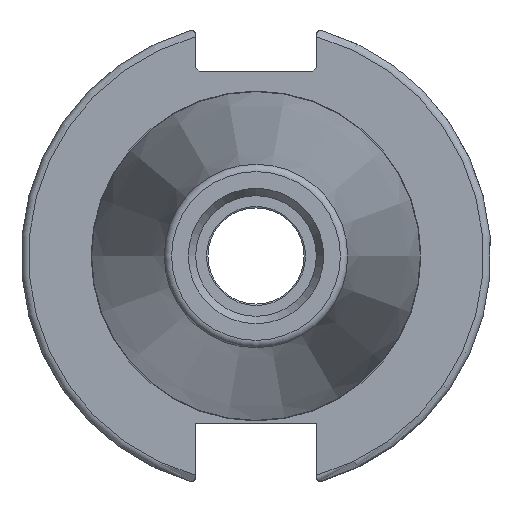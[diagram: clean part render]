
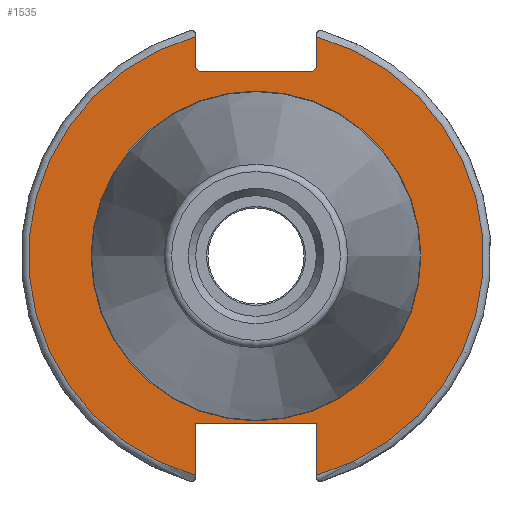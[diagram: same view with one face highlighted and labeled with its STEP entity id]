
A CAD part, left-side view. The second image highlights one B-rep face of the part: STEP entity #1535.
In plain terms, the highlighted planar face has unit normal (-1, 0, 0).
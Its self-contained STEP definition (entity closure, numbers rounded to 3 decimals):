
#100=FACE_BOUND('',#500,.T.);
#109=PLANE('',#1731);
#173=LINE('',#2630,#278);
#174=LINE('',#2632,#279);
#175=LINE('',#2634,#280);
#176=LINE('',#2636,#281);
#177=LINE('',#2638,#282);
#178=LINE('',#2642,#283);
#179=LINE('',#2644,#284);
#180=LINE('',#2645,#285);
#278=VECTOR('',#2009,10.);
#279=VECTOR('',#2010,10.);
#280=VECTOR('',#2011,10.);
#281=VECTOR('',#2012,10.);
#282=VECTOR('',#2013,10.);
#283=VECTOR('',#2016,10.);
#284=VECTOR('',#2017,10.);
#285=VECTOR('',#2018,10.);
#402=FACE_OUTER_BOUND('',#499,.T.);
#499=EDGE_LOOP('',(#1176,#1177,#1178,#1179,#1180,#1181,#1182,#1183,#1184,
#1185));
#500=EDGE_LOOP('',(#1186));
#606=CIRCLE('',#1729,22.3);
#608=CIRCLE('',#1732,30.75);
#609=CIRCLE('',#1733,30.75);
#705=VERTEX_POINT('',#2621);
#706=VERTEX_POINT('',#2626);
#707=VERTEX_POINT('',#2627);
#708=VERTEX_POINT('',#2629);
#709=VERTEX_POINT('',#2631);
#710=VERTEX_POINT('',#2633);
#711=VERTEX_POINT('',#2635);
#712=VERTEX_POINT('',#2637);
#713=VERTEX_POINT('',#2639);
#714=VERTEX_POINT('',#2641);
#715=VERTEX_POINT('',#2643);
#878=EDGE_CURVE('',#705,#705,#606,.T.);
#880=EDGE_CURVE('',#706,#707,#608,.T.);
#881=EDGE_CURVE('',#706,#708,#173,.T.);
#882=EDGE_CURVE('',#709,#708,#174,.T.);
#883=EDGE_CURVE('',#709,#710,#175,.T.);
#884=EDGE_CURVE('',#711,#710,#176,.T.);
#885=EDGE_CURVE('',#711,#712,#177,.T.);
#886=EDGE_CURVE('',#713,#712,#609,.T.);
#887=EDGE_CURVE('',#713,#714,#178,.T.);
#888=EDGE_CURVE('',#714,#715,#179,.T.);
#889=EDGE_CURVE('',#715,#707,#180,.T.);
#1176=ORIENTED_EDGE('',*,*,#880,.F.);
#1177=ORIENTED_EDGE('',*,*,#881,.T.);
#1178=ORIENTED_EDGE('',*,*,#882,.F.);
#1179=ORIENTED_EDGE('',*,*,#883,.T.);
#1180=ORIENTED_EDGE('',*,*,#884,.F.);
#1181=ORIENTED_EDGE('',*,*,#885,.T.);
#1182=ORIENTED_EDGE('',*,*,#886,.F.);
#1183=ORIENTED_EDGE('',*,*,#887,.T.);
#1184=ORIENTED_EDGE('',*,*,#888,.T.);
#1185=ORIENTED_EDGE('',*,*,#889,.T.);
#1186=ORIENTED_EDGE('',*,*,#878,.F.);
#1535=ADVANCED_FACE('',(#402,#100),#109,.T.);
#1729=AXIS2_PLACEMENT_3D('',#2623,#2001,#2002);
#1731=AXIS2_PLACEMENT_3D('',#2625,#2005,#2006);
#1732=AXIS2_PLACEMENT_3D('',#2628,#2007,#2008);
#1733=AXIS2_PLACEMENT_3D('',#2640,#2014,#2015);
#2001=DIRECTION('center_axis',(-1.,0.,0.));
#2002=DIRECTION('ref_axis',(0.,-1.,0.));
#2005=DIRECTION('center_axis',(-1.,0.,0.));
#2006=DIRECTION('ref_axis',(0.,0.,1.));
#2007=DIRECTION('center_axis',(1.,0.,0.));
#2008=DIRECTION('ref_axis',(0.,-1.,0.));
#2009=DIRECTION('',(0.,0.,-1.));
#2010=DIRECTION('',(0.,-0.707,0.707));
#2011=DIRECTION('',(0.,1.,0.));
#2012=DIRECTION('',(0.,-0.707,-0.707));
#2013=DIRECTION('',(0.,0.,1.));
#2014=DIRECTION('center_axis',(1.,0.,0.));
#2015=DIRECTION('ref_axis',(0.,1.,0.));
#2016=DIRECTION('',(0.,0.,1.));
#2017=DIRECTION('',(0.,-1.,0.));
#2018=DIRECTION('',(0.,0.,-1.));
#2621=CARTESIAN_POINT('',(3.175,0.,22.3));
#2623=CARTESIAN_POINT('Origin',(3.175,0.,0.));
#2625=CARTESIAN_POINT('Origin',(3.175,31.75,0.));
#2626=CARTESIAN_POINT('',(3.175,-8.19,29.639));
#2627=CARTESIAN_POINT('',(3.175,-8.19,-29.639));
#2628=CARTESIAN_POINT('Origin',(3.175,0.,0.));
#2629=CARTESIAN_POINT('',(3.175,-8.19,25.5));
#2630=CARTESIAN_POINT('',(3.175,-8.19,12.5));
#2631=CARTESIAN_POINT('',(3.175,-7.69,25.));
#2632=CARTESIAN_POINT('',(3.175,8.295,9.015));
#2633=CARTESIAN_POINT('',(3.175,7.69,25.));
#2634=CARTESIAN_POINT('',(3.175,15.875,25.));
#2635=CARTESIAN_POINT('',(3.175,8.19,25.5));
#2636=CARTESIAN_POINT('',(3.175,7.58,24.89));
#2637=CARTESIAN_POINT('',(3.175,8.19,29.639));
#2638=CARTESIAN_POINT('',(3.175,8.19,12.5));
#2639=CARTESIAN_POINT('',(3.175,8.19,-29.639));
#2640=CARTESIAN_POINT('Origin',(3.175,0.,0.));
#2641=CARTESIAN_POINT('',(3.175,8.19,-22.6));
#2642=CARTESIAN_POINT('',(3.175,8.19,-11.3));
#2643=CARTESIAN_POINT('',(3.175,-8.19,-22.6));
#2644=CARTESIAN_POINT('',(3.175,15.875,-22.6));
#2645=CARTESIAN_POINT('',(3.175,-8.19,-11.3));
